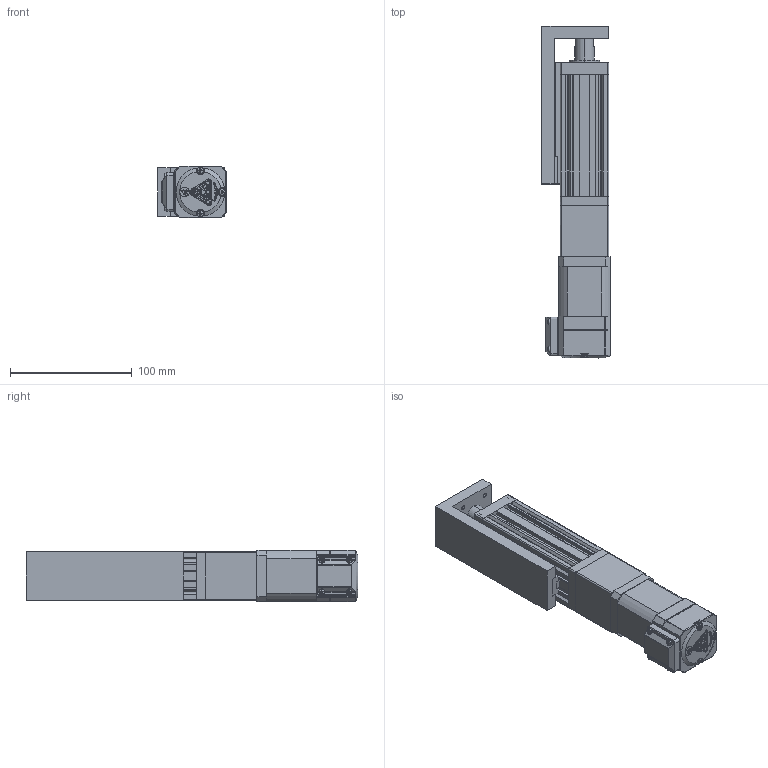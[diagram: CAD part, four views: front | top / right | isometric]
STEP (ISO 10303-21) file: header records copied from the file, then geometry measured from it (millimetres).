
FILE_DESCRIPTION (( 'STEP AP203' ), '1' );
FILE_NAME ('RLA40-2QF-0.116KN-L50-30mm-s.STEP', '2024-12-12T08:54:26', ( '微软用户' ), ( '微软中国' ), 'SwSTEP 2.0', 'SolidWorks 2022', '' );
FILE_SCHEMA (( 'CONFIG_CONTROL_DESIGN' ));
Length unit declared in the file: millimetre
Products named in the file (6): 42CME08(1)(1); 滑块; RLA40-2QF-0.116KN-L50-30mm-s; 导轨; 40缸行程50直联滑轨安装; 滑板
Assembly tree (5 placements, depth 2):
  RLA40-2QF-0.116KN-L50-30mm-s
    40缸行程50直联滑轨安装
    42CME08(1)(1)
    导轨
    滑板
    滑块
Bounding box: 56.15 x 273.2 x 42.3 mm (x, y, z)
Volume: 303265.4 mm3; surface area: 137426 mm2
Topology: 31 solids, 32 shells, 4411 faces, 10646 edges, 6439 vertices
Faces by surface type: plane 1380, cone 1310, cylinder 1257, bspline 464
Entity records: 139297 total; most frequent: CARTESIAN_POINT 37501, ORIENTED_EDGE 21232, DIRECTION 20742, EDGE_CURVE 10616, AXIS2_PLACEMENT_3D 7301, VERTEX_POINT 6438, VECTOR 6140, LINE 6140
